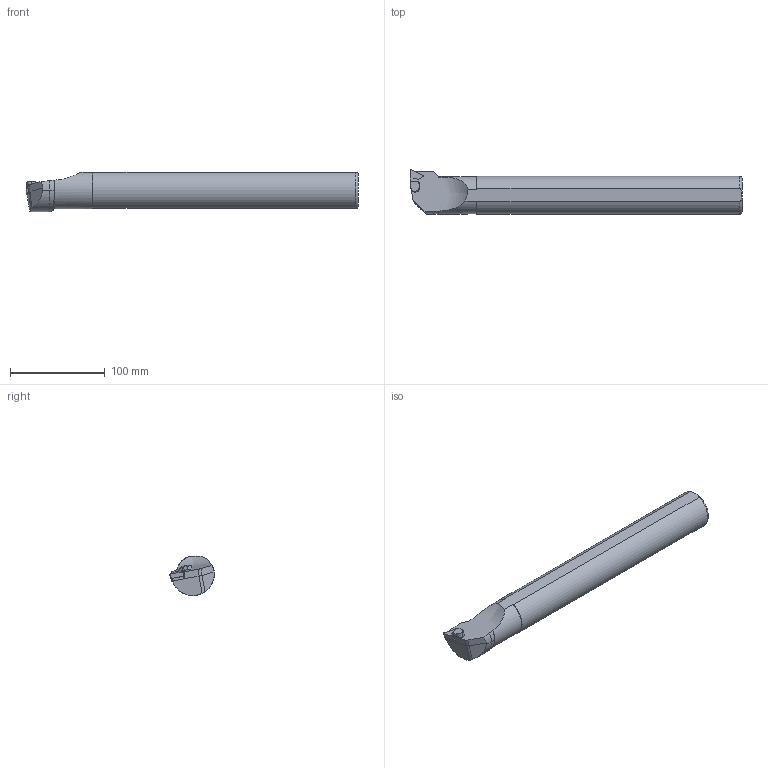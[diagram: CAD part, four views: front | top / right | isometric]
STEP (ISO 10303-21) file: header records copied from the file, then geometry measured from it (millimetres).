
FILE_DESCRIPTION(/* description */ (''),/* implementation_level */ '2;1');
FILE_NAME(/* name */ 'S40U-PTUNL-16C.stp',/* time_stamp */ '2023-10-23T12:34:35+03:00',/* author */ (''),/* organization */ (''),/* preprocessor_version */ 'ST-DEVELOPER v19.4',/* originating_system */ 'SIEMENS PLM Software NX2306.3001',/* authorisation */ '');
FILE_SCHEMA (('AUTOMOTIVE_DESIGN { 1 0 10303 214 3 1 1 1 }'));
Length unit declared in the file: millimetre
Products named in the file (1): S40U-PTUNR-16C
Bounding box: 350 x 47 x 41.22 mm (x, y, z)
Volume: 414057.5 mm3; surface area: 46014.6 mm2
Topology: 2 solids, 2 shells, 62 faces, 162 edges, 105 vertices
Faces by surface type: plane 34, cylinder 23, cone 3, bspline 1, torus 1
Entity records: 2307 total; most frequent: CARTESIAN_POINT 722, ORIENTED_EDGE 320, DIRECTION 303, EDGE_CURVE 160, AXIS2_PLACEMENT_3D 111, VERTEX_POINT 104, LINE 81, VECTOR 81
